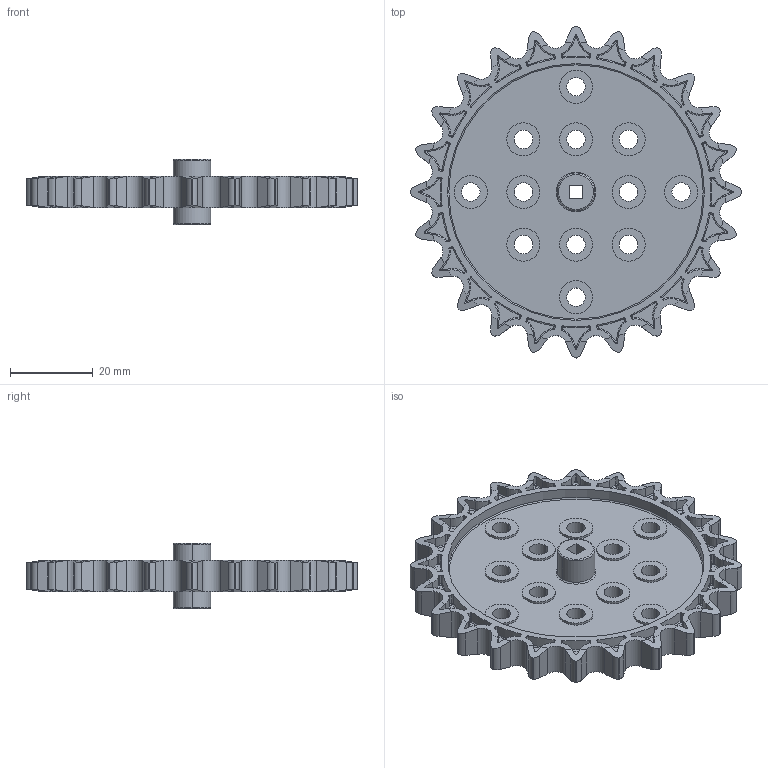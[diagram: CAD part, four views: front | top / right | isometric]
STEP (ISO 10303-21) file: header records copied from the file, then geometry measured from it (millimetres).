
FILE_DESCRIPTION((''),'2;1');
FILE_NAME('SPROCKET-HS-24-TOOTH','2008-08-30T',('np17'),(''),'PRO/ENGINEER BY PARAMETRIC TECHNOLOGY CORPORATION, 2007090','PRO/ENGINEER BY PARAMETRIC TECHNOLOGY CORPORATION, 2007090','');
FILE_SCHEMA(('CONFIG_CONTROL_DESIGN'));
Length unit declared in the file: millimetre
Products named in the file (1): SPROCKET-HS-24-TOOTH
Bounding box: 80.15 x 80.15 x 15.88 mm (x, y, z)
Volume: 14244.3 mm3; surface area: 15996.6 mm2
Topology: 1 solids, 1 shells, 1574 faces, 3804 edges, 2260 vertices
Faces by surface type: cylinder 760, plane 322, sphere 240, torus 156, cone 48, bspline 48
Entity records: 49162 total; most frequent: CARTESIAN_POINT 12514, DIRECTION 8016, ORIENTED_EDGE 7608, EDGE_CURVE 3804, AXIS2_PLACEMENT_3D 3310, VERTEX_POINT 2260, CIRCLE 1784, EDGE_LOOP 1628
